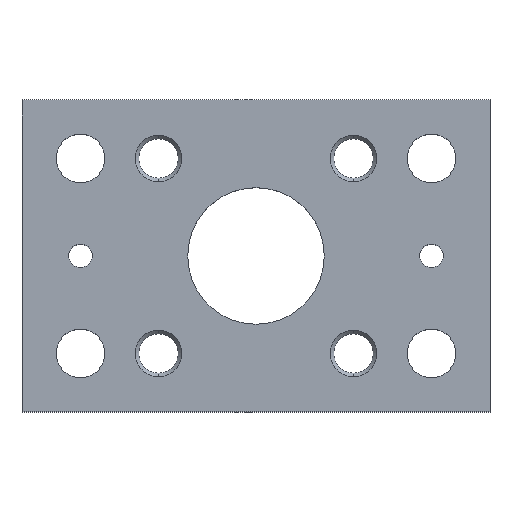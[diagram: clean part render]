
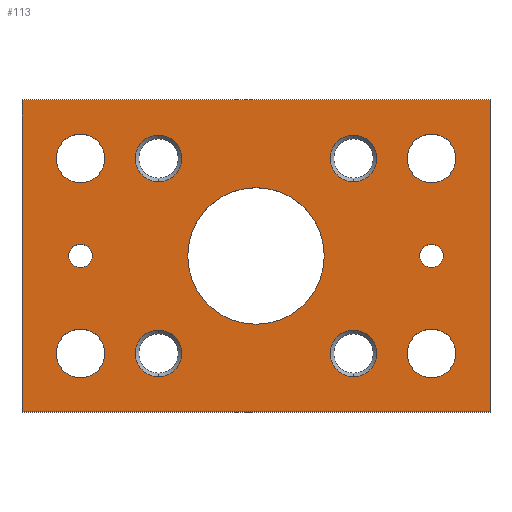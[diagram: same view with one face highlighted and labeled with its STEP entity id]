
A CAD part, top view. The second image highlights one B-rep face of the part: STEP entity #113.
In plain terms, the highlighted planar face has unit normal (0, 0, 1).
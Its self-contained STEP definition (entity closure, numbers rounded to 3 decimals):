
#113=ADVANCED_FACE('',(#196,#197,#198,#199,#200,#201,#202,#203,#204,#205,#206,#207),#208,.T.);
#196=FACE_BOUND('',#306,.T.);
#197=FACE_BOUND('',#307,.T.);
#198=FACE_BOUND('',#308,.T.);
#199=FACE_BOUND('',#309,.T.);
#200=FACE_BOUND('',#310,.T.);
#201=FACE_BOUND('',#311,.T.);
#202=FACE_BOUND('',#312,.T.);
#203=FACE_BOUND('',#313,.T.);
#204=FACE_BOUND('',#314,.T.);
#205=FACE_BOUND('',#315,.T.);
#206=FACE_BOUND('',#316,.T.);
#207=FACE_OUTER_BOUND('',#317,.T.);
#208=PLANE('',#318);
#306=EDGE_LOOP('',(#606,#607));
#307=EDGE_LOOP('',(#608,#609));
#308=EDGE_LOOP('',(#610,#611));
#309=EDGE_LOOP('',(#612,#613));
#310=EDGE_LOOP('',(#614,#615));
#311=EDGE_LOOP('',(#616,#617));
#312=EDGE_LOOP('',(#618,#619));
#313=EDGE_LOOP('',(#620,#621));
#314=EDGE_LOOP('',(#622,#623));
#315=EDGE_LOOP('',(#624,#625));
#316=EDGE_LOOP('',(#626,#627));
#317=EDGE_LOOP('',(#628,#629,#630,#631));
#318=AXIS2_PLACEMENT_3D('',#632,#633,#634);
#606=ORIENTED_EDGE('',*,*,#761,.T.);
#607=ORIENTED_EDGE('',*,*,#765,.T.);
#608=ORIENTED_EDGE('',*,*,#757,.T.);
#609=ORIENTED_EDGE('',*,*,#767,.T.);
#610=ORIENTED_EDGE('',*,*,#753,.T.);
#611=ORIENTED_EDGE('',*,*,#769,.T.);
#612=ORIENTED_EDGE('',*,*,#749,.T.);
#613=ORIENTED_EDGE('',*,*,#771,.T.);
#614=ORIENTED_EDGE('',*,*,#747,.T.);
#615=ORIENTED_EDGE('',*,*,#772,.T.);
#616=ORIENTED_EDGE('',*,*,#736,.T.);
#617=ORIENTED_EDGE('',*,*,#775,.T.);
#618=ORIENTED_EDGE('',*,*,#725,.T.);
#619=ORIENTED_EDGE('',*,*,#778,.T.);
#620=ORIENTED_EDGE('',*,*,#714,.T.);
#621=ORIENTED_EDGE('',*,*,#781,.T.);
#622=ORIENTED_EDGE('',*,*,#701,.T.);
#623=ORIENTED_EDGE('',*,*,#785,.T.);
#624=ORIENTED_EDGE('',*,*,#697,.T.);
#625=ORIENTED_EDGE('',*,*,#787,.T.);
#626=ORIENTED_EDGE('',*,*,#693,.T.);
#627=ORIENTED_EDGE('',*,*,#789,.T.);
#628=ORIENTED_EDGE('',*,*,#790,.T.);
#629=ORIENTED_EDGE('',*,*,#791,.T.);
#630=ORIENTED_EDGE('',*,*,#792,.T.);
#631=ORIENTED_EDGE('',*,*,#793,.T.);
#632=CARTESIAN_POINT('',(0.0,0.0,15.0));
#633=DIRECTION('',(0.0,0.0,1.0));
#634=DIRECTION('',(1.0,0.0,0.0));
#693=EDGE_CURVE('',#805,#802,#806,.T.);
#697=EDGE_CURVE('',#813,#810,#814,.T.);
#701=EDGE_CURVE('',#821,#818,#822,.T.);
#714=EDGE_CURVE('',#839,#842,#844,.T.);
#725=EDGE_CURVE('',#858,#861,#863,.T.);
#736=EDGE_CURVE('',#877,#880,#882,.T.);
#747=EDGE_CURVE('',#896,#899,#901,.T.);
#749=EDGE_CURVE('',#905,#902,#906,.T.);
#753=EDGE_CURVE('',#913,#910,#914,.T.);
#757=EDGE_CURVE('',#921,#918,#922,.T.);
#761=EDGE_CURVE('',#929,#926,#930,.T.);
#765=EDGE_CURVE('',#926,#929,#935,.T.);
#767=EDGE_CURVE('',#918,#921,#937,.T.);
#769=EDGE_CURVE('',#910,#913,#939,.T.);
#771=EDGE_CURVE('',#902,#905,#941,.T.);
#772=EDGE_CURVE('',#899,#896,#942,.T.);
#775=EDGE_CURVE('',#880,#877,#945,.T.);
#778=EDGE_CURVE('',#861,#858,#948,.T.);
#781=EDGE_CURVE('',#842,#839,#951,.T.);
#785=EDGE_CURVE('',#818,#821,#955,.T.);
#787=EDGE_CURVE('',#810,#813,#957,.T.);
#789=EDGE_CURVE('',#802,#805,#959,.T.);
#790=EDGE_CURVE('',#960,#961,#962,.T.);
#791=EDGE_CURVE('',#961,#963,#964,.T.);
#792=EDGE_CURVE('',#963,#965,#966,.T.);
#793=EDGE_CURVE('',#965,#960,#967,.T.);
#802=VERTEX_POINT('',#980);
#805=VERTEX_POINT('',#984);
#806=CIRCLE('',#985,17.5);
#810=VERTEX_POINT('',#990);
#813=VERTEX_POINT('',#994);
#814=CIRCLE('',#995,3.0);
#818=VERTEX_POINT('',#1000);
#821=VERTEX_POINT('',#1004);
#822=CIRCLE('',#1005,3.0);
#839=VERTEX_POINT('',#1027);
#842=VERTEX_POINT('',#1031);
#844=CIRCLE('',#1034,6.0);
#858=VERTEX_POINT('',#1052);
#861=VERTEX_POINT('',#1056);
#863=CIRCLE('',#1059,6.0);
#877=VERTEX_POINT('',#1077);
#880=VERTEX_POINT('',#1081);
#882=CIRCLE('',#1084,6.0);
#896=VERTEX_POINT('',#1102);
#899=VERTEX_POINT('',#1106);
#901=CIRCLE('',#1109,6.0);
#902=VERTEX_POINT('',#1110);
#905=VERTEX_POINT('',#1114);
#906=CIRCLE('',#1115,6.25);
#910=VERTEX_POINT('',#1120);
#913=VERTEX_POINT('',#1124);
#914=CIRCLE('',#1125,6.25);
#918=VERTEX_POINT('',#1130);
#921=VERTEX_POINT('',#1134);
#922=CIRCLE('',#1135,6.25);
#926=VERTEX_POINT('',#1140);
#929=VERTEX_POINT('',#1144);
#930=CIRCLE('',#1145,6.25);
#935=CIRCLE('',#1151,6.25);
#937=CIRCLE('',#1153,6.25);
#939=CIRCLE('',#1155,6.25);
#941=CIRCLE('',#1157,6.25);
#942=CIRCLE('',#1158,6.0);
#945=CIRCLE('',#1161,6.0);
#948=CIRCLE('',#1164,6.0);
#951=CIRCLE('',#1167,6.0);
#955=CIRCLE('',#1171,3.0);
#957=CIRCLE('',#1173,3.0);
#959=CIRCLE('',#1175,17.5);
#960=VERTEX_POINT('',#1176);
#961=VERTEX_POINT('',#1177);
#962=LINE('',#1178,#1179);
#963=VERTEX_POINT('',#1180);
#964=LINE('',#1181,#1182);
#965=VERTEX_POINT('',#1183);
#966=LINE('',#1184,#1185);
#967=LINE('',#1186,#1187);
#980=CARTESIAN_POINT('',(17.5,0.,15.0));
#984=CARTESIAN_POINT('',(-17.5,0.,15.0));
#985=AXIS2_PLACEMENT_3D('',#1209,#1210,#1211);
#990=CARTESIAN_POINT('',(-42.0,0.,15.0));
#994=CARTESIAN_POINT('',(-48.0,0.,15.0));
#995=AXIS2_PLACEMENT_3D('',#1217,#1218,#1219);
#1000=CARTESIAN_POINT('',(48.0,0.,15.0));
#1004=CARTESIAN_POINT('',(42.0,0.,15.0));
#1005=AXIS2_PLACEMENT_3D('',#1225,#1226,#1227);
#1027=CARTESIAN_POINT('',(-25.0,-19.0,15.0));
#1031=CARTESIAN_POINT('',(-25.0,-31.0,15.0));
#1034=AXIS2_PLACEMENT_3D('',#1250,#1251,#1252);
#1052=CARTESIAN_POINT('',(-25.0,31.0,15.0));
#1056=CARTESIAN_POINT('',(-25.0,19.0,15.0));
#1059=AXIS2_PLACEMENT_3D('',#1271,#1272,#1273);
#1077=CARTESIAN_POINT('',(25.0,-19.0,15.0));
#1081=CARTESIAN_POINT('',(25.0,-31.0,15.0));
#1084=AXIS2_PLACEMENT_3D('',#1292,#1293,#1294);
#1102=CARTESIAN_POINT('',(25.0,31.0,15.0));
#1106=CARTESIAN_POINT('',(25.0,19.0,15.0));
#1109=AXIS2_PLACEMENT_3D('',#1313,#1314,#1315);
#1110=CARTESIAN_POINT('',(-38.75,-25.0,15.0));
#1114=CARTESIAN_POINT('',(-51.25,-25.0,15.0));
#1115=AXIS2_PLACEMENT_3D('',#1317,#1318,#1319);
#1120=CARTESIAN_POINT('',(-38.75,25.0,15.0));
#1124=CARTESIAN_POINT('',(-51.25,25.0,15.0));
#1125=AXIS2_PLACEMENT_3D('',#1325,#1326,#1327);
#1130=CARTESIAN_POINT('',(51.25,-25.0,15.0));
#1134=CARTESIAN_POINT('',(38.75,-25.0,15.0));
#1135=AXIS2_PLACEMENT_3D('',#1333,#1334,#1335);
#1140=CARTESIAN_POINT('',(51.25,25.0,15.0));
#1144=CARTESIAN_POINT('',(38.75,25.0,15.0));
#1145=AXIS2_PLACEMENT_3D('',#1341,#1342,#1343);
#1151=AXIS2_PLACEMENT_3D('',#1351,#1352,#1353);
#1153=AXIS2_PLACEMENT_3D('',#1357,#1358,#1359);
#1155=AXIS2_PLACEMENT_3D('',#1363,#1364,#1365);
#1157=AXIS2_PLACEMENT_3D('',#1369,#1370,#1371);
#1158=AXIS2_PLACEMENT_3D('',#1372,#1373,#1374);
#1161=AXIS2_PLACEMENT_3D('',#1381,#1382,#1383);
#1164=AXIS2_PLACEMENT_3D('',#1390,#1391,#1392);
#1167=AXIS2_PLACEMENT_3D('',#1399,#1400,#1401);
#1171=AXIS2_PLACEMENT_3D('',#1411,#1412,#1413);
#1173=AXIS2_PLACEMENT_3D('',#1417,#1418,#1419);
#1175=AXIS2_PLACEMENT_3D('',#1423,#1424,#1425);
#1176=CARTESIAN_POINT('',(60.0,-40.0,15.0));
#1177=CARTESIAN_POINT('',(60.0,40.0,15.0));
#1178=CARTESIAN_POINT('',(60.0,0.0,15.0));
#1179=VECTOR('',#1426,1.0);
#1180=CARTESIAN_POINT('',(-60.0,40.0,15.0));
#1181=CARTESIAN_POINT('',(0.0,40.0,15.0));
#1182=VECTOR('',#1427,1.0);
#1183=CARTESIAN_POINT('',(-60.0,-40.0,15.0));
#1184=CARTESIAN_POINT('',(-60.0,0.0,15.0));
#1185=VECTOR('',#1428,1.0);
#1186=CARTESIAN_POINT('',(0.0,-40.0,15.0));
#1187=VECTOR('',#1429,1.0);
#1209=CARTESIAN_POINT('',(0.0,0.0,15.0));
#1210=DIRECTION('',(0.0,0.0,-1.0));
#1211=DIRECTION('',(1.0,0.0,0.0));
#1217=CARTESIAN_POINT('',(-45.0,0.0,15.0));
#1218=DIRECTION('',(0.0,0.0,-1.0));
#1219=DIRECTION('',(1.0,0.0,0.0));
#1225=CARTESIAN_POINT('',(45.0,0.0,15.0));
#1226=DIRECTION('',(0.0,0.0,-1.0));
#1227=DIRECTION('',(1.0,0.0,0.0));
#1250=CARTESIAN_POINT('',(-25.0,-25.0,15.0));
#1251=DIRECTION('',(0.0,0.0,-1.0));
#1252=DIRECTION('',(0.0,1.0,0.0));
#1271=CARTESIAN_POINT('',(-25.0,25.0,15.0));
#1272=DIRECTION('',(0.0,0.0,-1.0));
#1273=DIRECTION('',(0.0,1.0,0.0));
#1292=CARTESIAN_POINT('',(25.0,-25.0,15.0));
#1293=DIRECTION('',(0.0,0.0,-1.0));
#1294=DIRECTION('',(0.0,1.0,0.0));
#1313=CARTESIAN_POINT('',(25.0,25.0,15.0));
#1314=DIRECTION('',(0.0,0.0,-1.0));
#1315=DIRECTION('',(0.0,1.0,0.0));
#1317=CARTESIAN_POINT('',(-45.0,-25.0,15.0));
#1318=DIRECTION('',(0.0,0.0,-1.0));
#1319=DIRECTION('',(1.0,0.0,0.0));
#1325=CARTESIAN_POINT('',(-45.0,25.0,15.0));
#1326=DIRECTION('',(0.0,0.0,-1.0));
#1327=DIRECTION('',(1.0,0.0,0.0));
#1333=CARTESIAN_POINT('',(45.0,-25.0,15.0));
#1334=DIRECTION('',(0.0,0.0,-1.0));
#1335=DIRECTION('',(1.0,0.0,0.0));
#1341=CARTESIAN_POINT('',(45.0,25.0,15.0));
#1342=DIRECTION('',(0.0,0.0,-1.0));
#1343=DIRECTION('',(1.0,0.0,0.0));
#1351=CARTESIAN_POINT('',(45.0,25.0,15.0));
#1352=DIRECTION('',(0.0,0.0,-1.0));
#1353=DIRECTION('',(1.0,0.0,0.0));
#1357=CARTESIAN_POINT('',(45.0,-25.0,15.0));
#1358=DIRECTION('',(0.0,0.0,-1.0));
#1359=DIRECTION('',(1.0,0.0,0.0));
#1363=CARTESIAN_POINT('',(-45.0,25.0,15.0));
#1364=DIRECTION('',(0.0,0.0,-1.0));
#1365=DIRECTION('',(1.0,0.0,0.0));
#1369=CARTESIAN_POINT('',(-45.0,-25.0,15.0));
#1370=DIRECTION('',(0.0,0.0,-1.0));
#1371=DIRECTION('',(1.0,0.0,0.0));
#1372=CARTESIAN_POINT('',(25.0,25.0,15.0));
#1373=DIRECTION('',(0.0,0.0,-1.0));
#1374=DIRECTION('',(0.0,1.0,0.0));
#1381=CARTESIAN_POINT('',(25.0,-25.0,15.0));
#1382=DIRECTION('',(0.0,0.0,-1.0));
#1383=DIRECTION('',(0.0,1.0,0.0));
#1390=CARTESIAN_POINT('',(-25.0,25.0,15.0));
#1391=DIRECTION('',(0.0,0.0,-1.0));
#1392=DIRECTION('',(0.0,1.0,0.0));
#1399=CARTESIAN_POINT('',(-25.0,-25.0,15.0));
#1400=DIRECTION('',(0.0,0.0,-1.0));
#1401=DIRECTION('',(0.0,1.0,0.0));
#1411=CARTESIAN_POINT('',(45.0,0.0,15.0));
#1412=DIRECTION('',(0.0,0.0,-1.0));
#1413=DIRECTION('',(1.0,0.0,0.0));
#1417=CARTESIAN_POINT('',(-45.0,0.0,15.0));
#1418=DIRECTION('',(0.0,0.0,-1.0));
#1419=DIRECTION('',(1.0,0.0,0.0));
#1423=CARTESIAN_POINT('',(0.0,0.0,15.0));
#1424=DIRECTION('',(0.0,0.0,-1.0));
#1425=DIRECTION('',(1.0,0.0,0.0));
#1426=DIRECTION('',(0.0,1.0,0.0));
#1427=DIRECTION('',(-1.0,0.0,0.0));
#1428=DIRECTION('',(0.0,-1.0,0.0));
#1429=DIRECTION('',(1.0,0.0,0.0));
